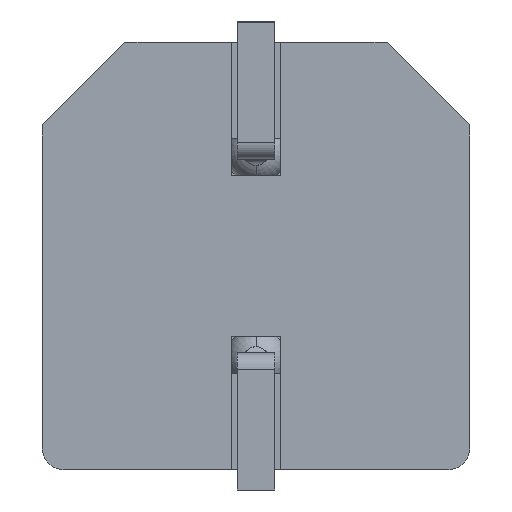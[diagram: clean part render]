
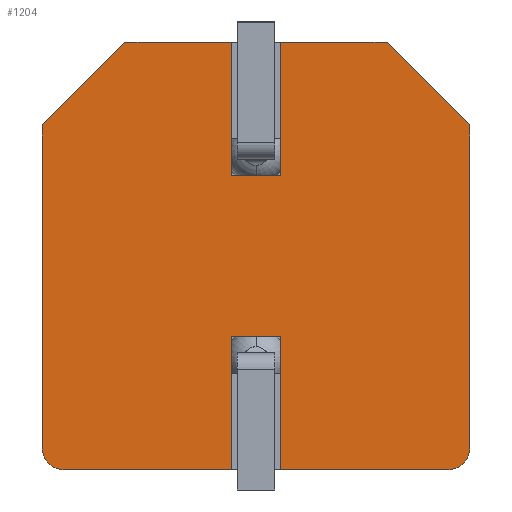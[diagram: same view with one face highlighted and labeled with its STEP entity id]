
A CAD part, front view. The second image highlights one B-rep face of the part: STEP entity #1204.
In plain terms, the highlighted planar face has unit normal (0, -1, 0).
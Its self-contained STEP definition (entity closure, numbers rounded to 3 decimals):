
#5 = CARTESIAN_POINT ( 'NONE',  ( -5.175, -0.87, 5.175 ) ) ;
#44 = ORIENTED_EDGE ( 'NONE', *, *, #627, .F. ) ;
#48 = EDGE_CURVE ( 'NONE', #2005, #514, #2911, .T. ) ;
#82 = ORIENTED_EDGE ( 'NONE', *, *, #3466, .F. ) ;
#210 = CARTESIAN_POINT ( 'NONE',  ( -5.175, -0.87, -5.175 ) ) ;
#215 = CARTESIAN_POINT ( 'NONE',  ( 0.6, -0.87, 5.175 ) ) ;
#364 = VERTEX_POINT ( 'NONE', #2038 ) ;
#472 = DIRECTION ( 'NONE',  ( 0., 0., -1. ) ) ;
#507 = CIRCLE ( 'NONE', #4436, 0.5 ) ;
#514 = VERTEX_POINT ( 'NONE', #3997 ) ;
#533 = EDGE_CURVE ( 'NONE', #1828, #1627, #618, .T. ) ;
#603 = CARTESIAN_POINT ( 'NONE',  ( 0.6, -0.87, 0. ) ) ;
#618 = LINE ( 'NONE', #2762, #4617 ) ;
#627 = EDGE_CURVE ( 'NONE', #2649, #3819, #2439, .T. ) ;
#656 = DIRECTION ( 'NONE',  ( 0., 0., -1. ) ) ;
#678 = VECTOR ( 'NONE', #1629, 1000. ) ;
#699 = CARTESIAN_POINT ( 'NONE',  ( 0.6, -0.87, -1.95 ) ) ;
#741 = VERTEX_POINT ( 'NONE', #3747 ) ;
#791 = LINE ( 'NONE', #603, #1117 ) ;
#798 = EDGE_CURVE ( 'NONE', #4601, #514, #1463, .T. ) ;
#814 = VERTEX_POINT ( 'NONE', #2651 ) ;
#845 = DIRECTION ( 'NONE',  ( 0., -1., 0. ) ) ;
#848 = CARTESIAN_POINT ( 'NONE',  ( -0.6, -0.87, -1.95 ) ) ;
#875 = CARTESIAN_POINT ( 'NONE',  ( 0.6, -0.87, 0. ) ) ;
#903 = CARTESIAN_POINT ( 'NONE',  ( -0.6, -0.87, -5.175 ) ) ;
#915 = ORIENTED_EDGE ( 'NONE', *, *, #962, .F. ) ;
#940 = EDGE_CURVE ( 'NONE', #2005, #1627, #4663, .T. ) ;
#962 = EDGE_CURVE ( 'NONE', #2483, #2972, #791, .T. ) ;
#1022 = DIRECTION ( 'NONE',  ( 0., 0., 1. ) ) ;
#1045 = AXIS2_PLACEMENT_3D ( 'NONE', #3011, #1965, #472 ) ;
#1079 = CARTESIAN_POINT ( 'NONE',  ( 5.175, -0.87, -4.675 ) ) ;
#1117 = VECTOR ( 'NONE', #3160, 1000. ) ;
#1204 = ADVANCED_FACE ( 'NONE', ( #4479 ), #4052, .T. ) ;
#1205 = LINE ( 'NONE', #2272, #1321 ) ;
#1216 = CARTESIAN_POINT ( 'NONE',  ( -5.175, -0.87, 3.175 ) ) ;
#1222 = DIRECTION ( 'NONE',  ( 0., 0., -1. ) ) ;
#1291 = VERTEX_POINT ( 'NONE', #4158 ) ;
#1306 = CARTESIAN_POINT ( 'NONE',  ( 5.175, -0.87, 5.175 ) ) ;
#1321 = VECTOR ( 'NONE', #4135, 1000. ) ;
#1394 = VECTOR ( 'NONE', #3619, 1000. ) ;
#1432 = LINE ( 'NONE', #875, #3149 ) ;
#1450 = ORIENTED_EDGE ( 'NONE', *, *, #1563, .F. ) ;
#1463 = CIRCLE ( 'NONE', #2967, 0.5 ) ;
#1520 = LINE ( 'NONE', #2922, #3854 ) ;
#1553 = DIRECTION ( 'NONE',  ( 0., 0., -1. ) ) ;
#1563 = EDGE_CURVE ( 'NONE', #814, #1291, #3556, .T. ) ;
#1627 = VERTEX_POINT ( 'NONE', #848 ) ;
#1629 = DIRECTION ( 'NONE',  ( 0., 0., -1. ) ) ;
#1703 = DIRECTION ( 'NONE',  ( 0., 0., 1. ) ) ;
#1740 = DIRECTION ( 'NONE',  ( -0.707, 0., -0.707 ) ) ;
#1788 = ORIENTED_EDGE ( 'NONE', *, *, #1801, .F. ) ;
#1790 = CARTESIAN_POINT ( 'NONE',  ( -4.175, -0.87, 4.175 ) ) ;
#1801 = EDGE_CURVE ( 'NONE', #741, #2483, #4644, .T. ) ;
#1828 = VERTEX_POINT ( 'NONE', #699 ) ;
#1864 = ORIENTED_EDGE ( 'NONE', *, *, #3595, .F. ) ;
#1965 = DIRECTION ( 'NONE',  ( 0., -1., 0. ) ) ;
#2005 = VERTEX_POINT ( 'NONE', #903 ) ;
#2038 = CARTESIAN_POINT ( 'NONE',  ( 0.6, -0.87, -5.175 ) ) ;
#2118 = CARTESIAN_POINT ( 'NONE',  ( -0.6, -0.87, 0. ) ) ;
#2186 = EDGE_CURVE ( 'NONE', #814, #2486, #4704, .T. ) ;
#2213 = EDGE_CURVE ( 'NONE', #4601, #2486, #3321, .T. ) ;
#2238 = CARTESIAN_POINT ( 'NONE',  ( 4.675, -0.87, -5.175 ) ) ;
#2272 = CARTESIAN_POINT ( 'NONE',  ( 4.175, -0.87, 4.175 ) ) ;
#2333 = ORIENTED_EDGE ( 'NONE', *, *, #533, .F. ) ;
#2354 = ORIENTED_EDGE ( 'NONE', *, *, #3203, .T. ) ;
#2371 = ORIENTED_EDGE ( 'NONE', *, *, #4372, .F. ) ;
#2439 = LINE ( 'NONE', #1306, #2680 ) ;
#2481 = VERTEX_POINT ( 'NONE', #2670 ) ;
#2483 = VERTEX_POINT ( 'NONE', #3005 ) ;
#2486 = VERTEX_POINT ( 'NONE', #1216 ) ;
#2547 = CARTESIAN_POINT ( 'NONE',  ( -5.175, -0.87, 5.175 ) ) ;
#2556 = ORIENTED_EDGE ( 'NONE', *, *, #4266, .T. ) ;
#2649 = VERTEX_POINT ( 'NONE', #3529 ) ;
#2651 = CARTESIAN_POINT ( 'NONE',  ( -3.175, -0.87, 5.175 ) ) ;
#2670 = CARTESIAN_POINT ( 'NONE',  ( 3.175, -0.87, 5.175 ) ) ;
#2680 = VECTOR ( 'NONE', #656, 1000. ) ;
#2696 = VECTOR ( 'NONE', #4212, 1000. ) ;
#2699 = ORIENTED_EDGE ( 'NONE', *, *, #940, .T. ) ;
#2758 = VERTEX_POINT ( 'NONE', #2238 ) ;
#2762 = CARTESIAN_POINT ( 'NONE',  ( 0., -0.87, -1.95 ) ) ;
#2911 = LINE ( 'NONE', #4302, #3252 ) ;
#2922 = CARTESIAN_POINT ( 'NONE',  ( -5.175, -0.87, 5.175 ) ) ;
#2967 = AXIS2_PLACEMENT_3D ( 'NONE', #3724, #845, #1553 ) ;
#2972 = VERTEX_POINT ( 'NONE', #215 ) ;
#2973 = DIRECTION ( 'NONE',  ( 0., -1., 0. ) ) ;
#3005 = CARTESIAN_POINT ( 'NONE',  ( 0.6, -0.87, 1.95 ) ) ;
#3011 = CARTESIAN_POINT ( 'NONE',  ( 0., -0.87, 0. ) ) ;
#3076 = ORIENTED_EDGE ( 'NONE', *, *, #2213, .F. ) ;
#3078 = CARTESIAN_POINT ( 'NONE',  ( -0.6, -0.87, 0. ) ) ;
#3130 = DIRECTION ( 'NONE',  ( -1., 0., 0. ) ) ;
#3140 = DIRECTION ( 'NONE',  ( 1., 0., 0. ) ) ;
#3149 = VECTOR ( 'NONE', #1222, 1000. ) ;
#3160 = DIRECTION ( 'NONE',  ( 0., 0., 1. ) ) ;
#3203 = EDGE_CURVE ( 'NONE', #2758, #3819, #507, .T. ) ;
#3252 = VECTOR ( 'NONE', #4320, 1000. ) ;
#3321 = LINE ( 'NONE', #2547, #3376 ) ;
#3339 = DIRECTION ( 'NONE',  ( 0., 0., -1. ) ) ;
#3376 = VECTOR ( 'NONE', #1022, 1000. ) ;
#3382 = VECTOR ( 'NONE', #3140, 1000. ) ;
#3434 = ORIENTED_EDGE ( 'NONE', *, *, #2186, .T. ) ;
#3466 = EDGE_CURVE ( 'NONE', #2972, #2481, #1520, .T. ) ;
#3529 = CARTESIAN_POINT ( 'NONE',  ( 5.175, -0.87, 3.175 ) ) ;
#3556 = LINE ( 'NONE', #5, #1394 ) ;
#3595 = EDGE_CURVE ( 'NONE', #1291, #741, #4610, .T. ) ;
#3619 = DIRECTION ( 'NONE',  ( 1., 0., 0. ) ) ;
#3680 = ORIENTED_EDGE ( 'NONE', *, *, #48, .F. ) ;
#3724 = CARTESIAN_POINT ( 'NONE',  ( -4.675, -0.87, -4.675 ) ) ;
#3728 = DIRECTION ( 'NONE',  ( 1., 0., 0. ) ) ;
#3736 = VECTOR ( 'NONE', #1703, 1000. ) ;
#3740 = ORIENTED_EDGE ( 'NONE', *, *, #4303, .T. ) ;
#3747 = CARTESIAN_POINT ( 'NONE',  ( -0.6, -0.87, 1.95 ) ) ;
#3783 = EDGE_LOOP ( 'NONE', ( #2333, #2556, #2371, #2354, #44, #3740, #82, #915, #1788, #1864, #1450, #3434, #3076, #4415, #3680, #2699 ) ) ;
#3819 = VERTEX_POINT ( 'NONE', #1079 ) ;
#3854 = VECTOR ( 'NONE', #3728, 1000. ) ;
#3923 = CARTESIAN_POINT ( 'NONE',  ( -5.175, -0.87, -4.675 ) ) ;
#3997 = CARTESIAN_POINT ( 'NONE',  ( -4.675, -0.87, -5.175 ) ) ;
#4052 = PLANE ( 'NONE',  #1045 ) ;
#4067 = CARTESIAN_POINT ( 'NONE',  ( 4.675, -0.87, -4.675 ) ) ;
#4106 = CARTESIAN_POINT ( 'NONE',  ( 0., -0.87, 1.95 ) ) ;
#4135 = DIRECTION ( 'NONE',  ( -0.707, 0., 0.707 ) ) ;
#4158 = CARTESIAN_POINT ( 'NONE',  ( -0.6, -0.87, 5.175 ) ) ;
#4212 = DIRECTION ( 'NONE',  ( -1., 0., 0. ) ) ;
#4237 = VECTOR ( 'NONE', #1740, 1000. ) ;
#4266 = EDGE_CURVE ( 'NONE', #1828, #364, #1432, .T. ) ;
#4302 = CARTESIAN_POINT ( 'NONE',  ( -5.175, -0.87, -5.175 ) ) ;
#4303 = EDGE_CURVE ( 'NONE', #2649, #2481, #1205, .T. ) ;
#4320 = DIRECTION ( 'NONE',  ( -1., 0., 0. ) ) ;
#4372 = EDGE_CURVE ( 'NONE', #2758, #364, #4636, .T. ) ;
#4415 = ORIENTED_EDGE ( 'NONE', *, *, #798, .T. ) ;
#4436 = AXIS2_PLACEMENT_3D ( 'NONE', #4067, #2973, #3339 ) ;
#4479 = FACE_OUTER_BOUND ( 'NONE', #3783, .T. ) ;
#4601 = VERTEX_POINT ( 'NONE', #3923 ) ;
#4610 = LINE ( 'NONE', #3078, #678 ) ;
#4617 = VECTOR ( 'NONE', #3130, 1000. ) ;
#4636 = LINE ( 'NONE', #210, #2696 ) ;
#4644 = LINE ( 'NONE', #4106, #3382 ) ;
#4663 = LINE ( 'NONE', #2118, #3736 ) ;
#4704 = LINE ( 'NONE', #1790, #4237 ) ;
